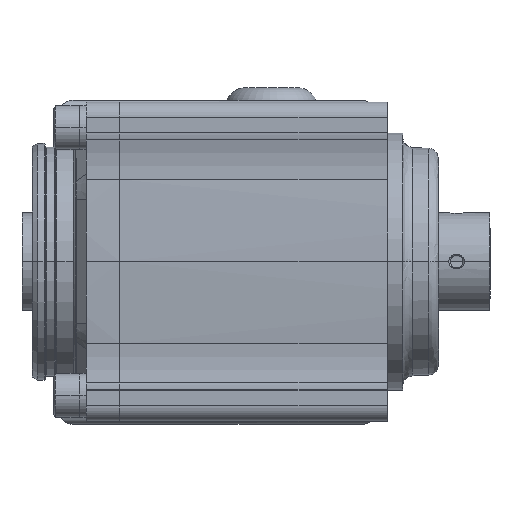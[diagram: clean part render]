
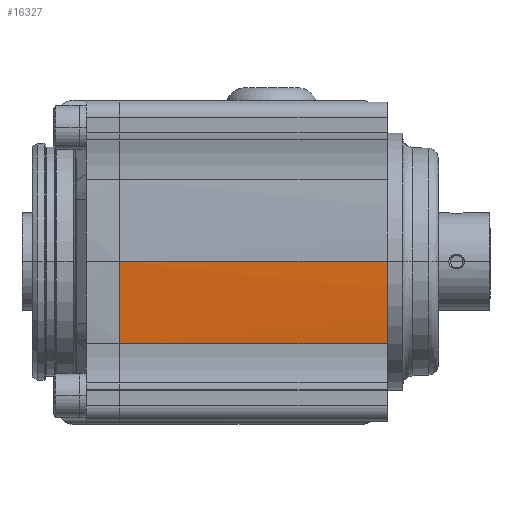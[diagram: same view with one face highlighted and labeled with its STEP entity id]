
A CAD part, top view. The second image highlights one B-rep face of the part: STEP entity #16327.
In plain terms, the highlighted cylindrical face has radius 150 mm (diameter 300 mm), a partial arc.
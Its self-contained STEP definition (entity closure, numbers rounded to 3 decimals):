
#1057 = VERTEX_POINT ( 'NONE', #3634 ) ;
#1370 = EDGE_CURVE ( 'NONE', #1665, #1057, #3513, .T. ) ;
#1665 = VERTEX_POINT ( 'NONE', #12110 ) ;
#2682 = CARTESIAN_POINT ( 'NONE',  ( -52., -15.98, 30.15 ) ) ;
#3420 = CARTESIAN_POINT ( 'NONE',  ( -58.5, -15.98, 30.15 ) ) ;
#3431 = DIRECTION ( 'NONE',  ( 1., 0., 0. ) ) ;
#3513 = LINE ( 'NONE', #3420, #11948 ) ;
#3609 = CIRCLE ( 'NONE', #14103, 150. ) ;
#3634 = CARTESIAN_POINT ( 'NONE',  ( 0., -15.98, 30.15 ) ) ;
#3689 = ORIENTED_EDGE ( 'NONE', *, *, #8717, .T. ) ;
#3772 = ORIENTED_EDGE ( 'NONE', *, *, #1370, .T. ) ;
#3938 = VECTOR ( 'NONE', #3959, 1000. ) ;
#3959 = DIRECTION ( 'NONE',  ( -1., 0., 0. ) ) ;
#4381 = ORIENTED_EDGE ( 'NONE', *, *, #16012, .T. ) ;
#5021 = DIRECTION ( 'NONE',  ( -1., 0., 0. ) ) ;
#5263 = LINE ( 'NONE', #12481, #3938 ) ;
#5626 = FACE_OUTER_BOUND ( 'NONE', #7938, .T. ) ;
#5890 = DIRECTION ( 'NONE',  ( 0., 0., 1. ) ) ;
#5898 = CARTESIAN_POINT ( 'NONE',  ( -52., 0., 31.001 ) ) ;
#6230 = DIRECTION ( 'NONE',  ( 1., 0., 0. ) ) ;
#7938 = EDGE_LOOP ( 'NONE', ( #17091, #4381, #3689, #3772 ) ) ;
#7961 = CARTESIAN_POINT ( 'NONE',  ( -52., -10.674, 30.719 ) ) ;
#8717 = EDGE_CURVE ( 'NONE', #9644, #1665, #11868, .T. ) ;
#8862 = DIRECTION ( 'NONE',  ( 0., 0., 1. ) ) ;
#9644 = VERTEX_POINT ( 'NONE', #5898 ) ;
#11333 = CYLINDRICAL_SURFACE ( 'NONE', #13534, 150. ) ;
#11589 = CARTESIAN_POINT ( 'NONE',  ( 0., 0., -118.996 ) ) ;
#11868 = B_SPLINE_CURVE_WITH_KNOTS ( 'NONE', 3,
 ( #15547, #15106, #7961, #2682 ),
 .UNSPECIFIED., .F., .F.,
 ( 4, 4 ),
 ( 0.5, 1. ),
 .UNSPECIFIED. ) ;
#11948 = VECTOR ( 'NONE', #6230, 1000. ) ;
#12110 = CARTESIAN_POINT ( 'NONE',  ( -52., -15.98, 30.15 ) ) ;
#12481 = CARTESIAN_POINT ( 'NONE',  ( -58.5, 0., 31.004 ) ) ;
#13534 = AXIS2_PLACEMENT_3D ( 'NONE', #17092, #5021, #5890 ) ;
#13851 = CARTESIAN_POINT ( 'NONE',  ( 0., 0., 31.004 ) ) ;
#13919 = EDGE_CURVE ( 'NONE', #15238, #1057, #3609, .T. ) ;
#14103 = AXIS2_PLACEMENT_3D ( 'NONE', #11589, #3431, #8862 ) ;
#15106 = CARTESIAN_POINT ( 'NONE',  ( -52., -5.337, 31.004 ) ) ;
#15238 = VERTEX_POINT ( 'NONE', #13851 ) ;
#15547 = CARTESIAN_POINT ( 'NONE',  ( -52., 0., 31.001 ) ) ;
#16012 = EDGE_CURVE ( 'NONE', #15238, #9644, #5263, .T. ) ;
#16327 = ADVANCED_FACE ( 'NONE', ( #5626 ), #11333, .T. ) ;
#17091 = ORIENTED_EDGE ( 'NONE', *, *, #13919, .F. ) ;
#17092 = CARTESIAN_POINT ( 'NONE',  ( -58.5, 0., -118.996 ) ) ;
